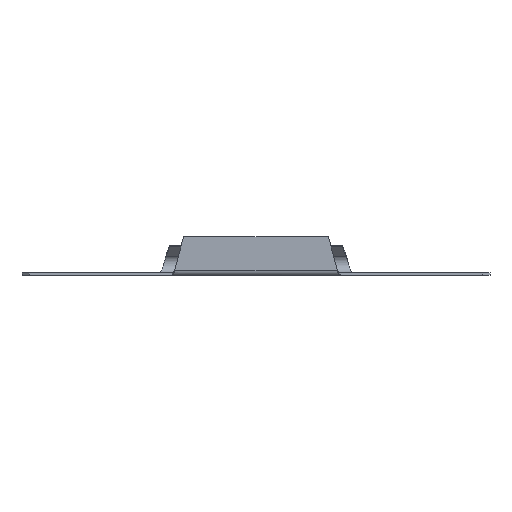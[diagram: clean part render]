
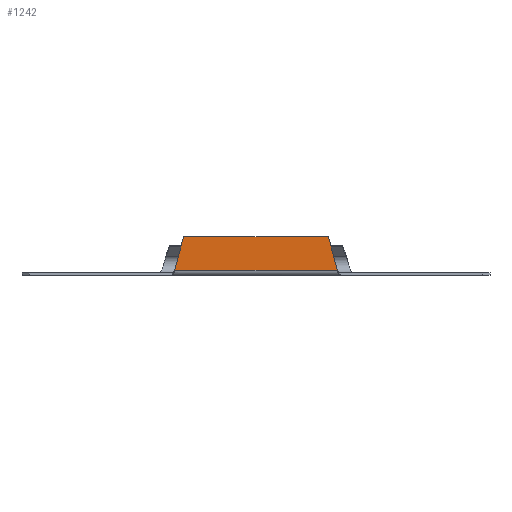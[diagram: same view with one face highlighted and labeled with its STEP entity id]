
A CAD part, front view. The second image highlights one B-rep face of the part: STEP entity #1242.
In plain terms, the highlighted planar face has unit normal (0, -1, 0).
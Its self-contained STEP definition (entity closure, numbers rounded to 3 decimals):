
#65 = VECTOR ( 'NONE', #1897, 1000. ) ;
#70 = VERTEX_POINT ( 'NONE', #2338 ) ;
#172 = CARTESIAN_POINT ( 'NONE',  ( 97.5, 0., 16. ) ) ;
#191 = LINE ( 'NONE', #482, #2553 ) ;
#236 = VERTEX_POINT ( 'NONE', #1263 ) ;
#261 = EDGE_CURVE ( 'NONE', #828, #236, #792, .T. ) ;
#321 = VECTOR ( 'NONE', #1669, 1000. ) ;
#452 = EDGE_CURVE ( 'NONE', #1162, #828, #191, .T. ) ;
#482 = CARTESIAN_POINT ( 'NONE',  ( 97.5, 0., 16. ) ) ;
#598 = FACE_OUTER_BOUND ( 'NONE', #719, .T. ) ;
#674 = CARTESIAN_POINT ( 'NONE',  ( 30.177, 0., 16. ) ) ;
#719 = EDGE_LOOP ( 'NONE', ( #2113, #2110, #2106, #2101 ) ) ;
#792 = LINE ( 'NONE', #1188, #2089 ) ;
#828 = VERTEX_POINT ( 'NONE', #1450 ) ;
#922 = EDGE_CURVE ( 'NONE', #70, #236, #1065, .T. ) ;
#1065 = LINE ( 'NONE', #1205, #321 ) ;
#1162 = VERTEX_POINT ( 'NONE', #1301 ) ;
#1188 = CARTESIAN_POINT ( 'NONE',  ( -30.177, 0., 16. ) ) ;
#1205 = CARTESIAN_POINT ( 'NONE',  ( 97.5, 0., 2. ) ) ;
#1242 = ADVANCED_FACE ( 'NONE', ( #598 ), #2194, .F. ) ;
#1263 = CARTESIAN_POINT ( 'NONE',  ( -33.928, 0., 2. ) ) ;
#1301 = CARTESIAN_POINT ( 'NONE',  ( 30.177, 0., 16. ) ) ;
#1450 = CARTESIAN_POINT ( 'NONE',  ( -30.177, 0., 16. ) ) ;
#1535 = AXIS2_PLACEMENT_3D ( 'NONE', #172, #2477, #2339 ) ;
#1669 = DIRECTION ( 'NONE',  ( -1., 0., 0. ) ) ;
#1880 = LINE ( 'NONE', #674, #65 ) ;
#1897 = DIRECTION ( 'NONE',  ( 0.259, 0., -0.966 ) ) ;
#2016 = EDGE_CURVE ( 'NONE', #1162, #70, #1880, .T. ) ;
#2089 = VECTOR ( 'NONE', #2111, 1000. ) ;
#2101 = ORIENTED_EDGE ( 'NONE', *, *, #261, .T. ) ;
#2106 = ORIENTED_EDGE ( 'NONE', *, *, #452, .T. ) ;
#2110 = ORIENTED_EDGE ( 'NONE', *, *, #2016, .F. ) ;
#2111 = DIRECTION ( 'NONE',  ( -0.259, 0., -0.966 ) ) ;
#2113 = ORIENTED_EDGE ( 'NONE', *, *, #922, .F. ) ;
#2194 = PLANE ( 'NONE',  #1535 ) ;
#2338 = CARTESIAN_POINT ( 'NONE',  ( 33.928, 0., 2. ) ) ;
#2339 = DIRECTION ( 'NONE',  ( 0., 0., 1. ) ) ;
#2477 = DIRECTION ( 'NONE',  ( 0., 1., 0. ) ) ;
#2553 = VECTOR ( 'NONE', #2760, 1000. ) ;
#2760 = DIRECTION ( 'NONE',  ( -1., 0., 0. ) ) ;
